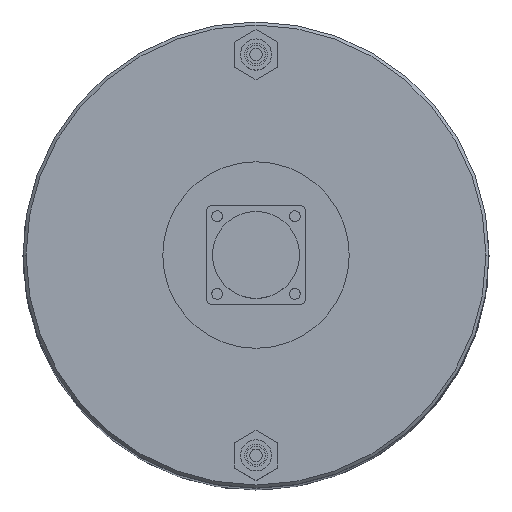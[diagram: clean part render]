
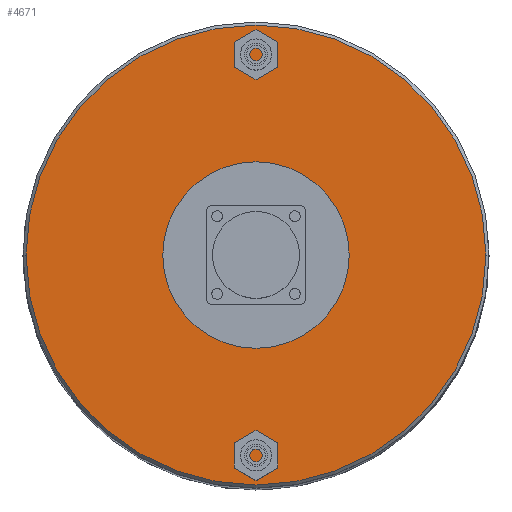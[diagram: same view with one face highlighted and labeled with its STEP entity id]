
A CAD part, top view. The second image highlights one B-rep face of the part: STEP entity #4671.
In plain terms, the highlighted face is planar.
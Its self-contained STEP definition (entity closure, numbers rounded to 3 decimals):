
#25 = AXIS2_PLACEMENT_3D ( 'NONE', #4344, #2304, #647 ) ;
#216 = DIRECTION ( 'NONE',  ( -1., 0., 0. ) ) ;
#565 = ORIENTED_EDGE ( 'NONE', *, *, #2883, .T. ) ;
#572 = CARTESIAN_POINT ( 'NONE',  ( 2., 0., 0. ) ) ;
#605 = AXIS2_PLACEMENT_3D ( 'NONE', #2660, #216, #2278 ) ;
#647 = DIRECTION ( 'NONE',  ( 0., 0., -1. ) ) ;
#899 = ORIENTED_EDGE ( 'NONE', *, *, #2825, .T. ) ;
#1026 = DIRECTION ( 'NONE',  ( 0., 0., 1. ) ) ;
#1109 = AXIS2_PLACEMENT_3D ( 'NONE', #4375, #3096, #1026 ) ;
#1182 = FACE_BOUND ( 'NONE', #4976, .T. ) ;
#1290 = EDGE_CURVE ( 'NONE', #4137, #4842, #4935, .T. ) ;
#1858 = DIRECTION ( 'NONE',  ( -1., 0., 0. ) ) ;
#1884 = ORIENTED_EDGE ( 'NONE', *, *, #4965, .F. ) ;
#1902 = CIRCLE ( 'NONE', #605, 30. ) ;
#2041 = EDGE_LOOP ( 'NONE', ( #565, #899 ) ) ;
#2229 = CIRCLE ( 'NONE', #1109, 74. ) ;
#2278 = DIRECTION ( 'NONE',  ( 0., 0., 1. ) ) ;
#2304 = DIRECTION ( 'NONE',  ( 1., 0., 0. ) ) ;
#2581 = VERTEX_POINT ( 'NONE', #4443 ) ;
#2660 = CARTESIAN_POINT ( 'NONE',  ( 2., 0., 0. ) ) ;
#2697 = DIRECTION ( 'NONE',  ( 0., 0., 1. ) ) ;
#2710 = CARTESIAN_POINT ( 'NONE',  ( 2., 0., -30. ) ) ;
#2770 = DIRECTION ( 'NONE',  ( -1., 0., 0. ) ) ;
#2814 = VERTEX_POINT ( 'NONE', #5150 ) ;
#2825 = EDGE_CURVE ( 'NONE', #2814, #2581, #2229, .T. ) ;
#2883 = EDGE_CURVE ( 'NONE', #2581, #2814, #3741, .T. ) ;
#3096 = DIRECTION ( 'NONE',  ( -1., 0., 0. ) ) ;
#3181 = PLANE ( 'NONE',  #25 ) ;
#3287 = ORIENTED_EDGE ( 'NONE', *, *, #1290, .F. ) ;
#3436 = FACE_OUTER_BOUND ( 'NONE', #2041, .T. ) ;
#3741 = CIRCLE ( 'NONE', #3766, 74. ) ;
#3766 = AXIS2_PLACEMENT_3D ( 'NONE', #3970, #2770, #2697 ) ;
#3970 = CARTESIAN_POINT ( 'NONE',  ( 2., 0., 0. ) ) ;
#4035 = DIRECTION ( 'NONE',  ( 0., 0., 1. ) ) ;
#4137 = VERTEX_POINT ( 'NONE', #2710 ) ;
#4344 = CARTESIAN_POINT ( 'NONE',  ( 2., 74., 0. ) ) ;
#4375 = CARTESIAN_POINT ( 'NONE',  ( 2., 0., 0. ) ) ;
#4443 = CARTESIAN_POINT ( 'NONE',  ( 2., 0., -74. ) ) ;
#4671 = ADVANCED_FACE ( 'NONE', ( #1182, #3436 ), #3181, .F. ) ;
#4842 = VERTEX_POINT ( 'NONE', #5070 ) ;
#4935 = CIRCLE ( 'NONE', #5239, 30. ) ;
#4965 = EDGE_CURVE ( 'NONE', #4842, #4137, #1902, .T. ) ;
#4976 = EDGE_LOOP ( 'NONE', ( #1884, #3287 ) ) ;
#5070 = CARTESIAN_POINT ( 'NONE',  ( 2., 0., 30. ) ) ;
#5150 = CARTESIAN_POINT ( 'NONE',  ( 2., 0., 74. ) ) ;
#5239 = AXIS2_PLACEMENT_3D ( 'NONE', #572, #1858, #4035 ) ;
